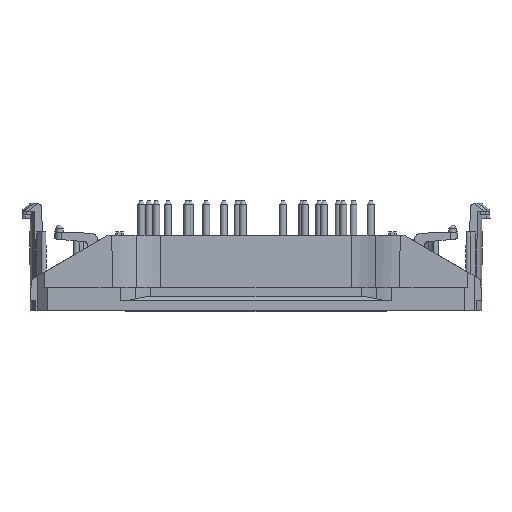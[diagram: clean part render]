
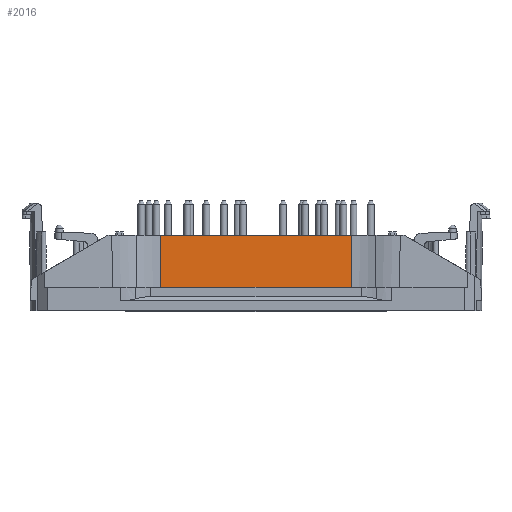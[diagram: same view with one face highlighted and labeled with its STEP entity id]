
A CAD part, front view. The second image highlights one B-rep face of the part: STEP entity #2016.
In plain terms, the highlighted planar face has unit normal (0, -1, 0.026).
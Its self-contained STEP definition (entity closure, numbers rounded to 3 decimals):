
#2016 = ADVANCED_FACE( '', ( #4621 ), #4622, .T. );
#4621 = FACE_OUTER_BOUND( '', #7982, .T. );
#4622 = PLANE( '', #7983 );
#7982 = EDGE_LOOP( '', ( #13660, #13661, #13662, #13663 ) );
#7983 = AXIS2_PLACEMENT_3D( '', #13664, #13665, #13666 );
#13660 = ORIENTED_EDGE( '', *, *, #18477, .F. );
#13661 = ORIENTED_EDGE( '', *, *, #18498, .F. );
#13662 = ORIENTED_EDGE( '', *, *, #20380, .T. );
#13663 = ORIENTED_EDGE( '', *, *, #20381, .T. );
#13664 = CARTESIAN_POINT( '', ( 0., -14.5, 1. ) );
#13665 = DIRECTION( '', ( 0., -1., 0.026 ) );
#13666 = DIRECTION( '', ( 0., -0.026, -1. ) );
#18477 = EDGE_CURVE( '', #21858, #21853, #21860, .F. );
#18498 = EDGE_CURVE( '', #21896, #21858, #21898, .T. );
#20380 = EDGE_CURVE( '', #21896, #24915, #24916, .F. );
#20381 = EDGE_CURVE( '', #24915, #21853, #24917, .T. );
#21853 = VERTEX_POINT( '', #26768 );
#21858 = VERTEX_POINT( '', #26774 );
#21860 = LINE( '', #26776, #26777 );
#21896 = VERTEX_POINT( '', #26821 );
#21898 = LINE( '', #26823, #26824 );
#24915 = VERTEX_POINT( '', #31101 );
#24916 = LINE( '', #31102, #31103 );
#24917 = LINE( '', #31104, #31105 );
#26768 = CARTESIAN_POINT( '', ( -13.977, -14.242, 10.85 ) );
#26774 = CARTESIAN_POINT( '', ( -13.895, -14.441, 3.25 ) );
#26776 = CARTESIAN_POINT( '', ( -13.978, -14.241, 10.889 ) );
#26777 = VECTOR( '', #33472, 1000. );
#26821 = CARTESIAN_POINT( '', ( 13.895, -14.441, 3.25 ) );
#26823 = CARTESIAN_POINT( '', ( 0., -14.441, 3.25 ) );
#26824 = VECTOR( '', #33505, 1000. );
#31101 = CARTESIAN_POINT( '', ( 13.977, -14.242, 10.85 ) );
#31102 = CARTESIAN_POINT( '', ( 13.978, -14.241, 10.889 ) );
#31103 = VECTOR( '', #35502, 1000. );
#31104 = CARTESIAN_POINT( '', ( 0., -14.242, 10.85 ) );
#31105 = VECTOR( '', #35503, 1000. );
#33472 = DIRECTION( '', ( 0.011, -0.026, -1. ) );
#33505 = DIRECTION( '', ( -1., 0., 0. ) );
#35502 = DIRECTION( '', ( -0.011, -0.026, -1. ) );
#35503 = DIRECTION( '', ( -1., 0., 0. ) );
